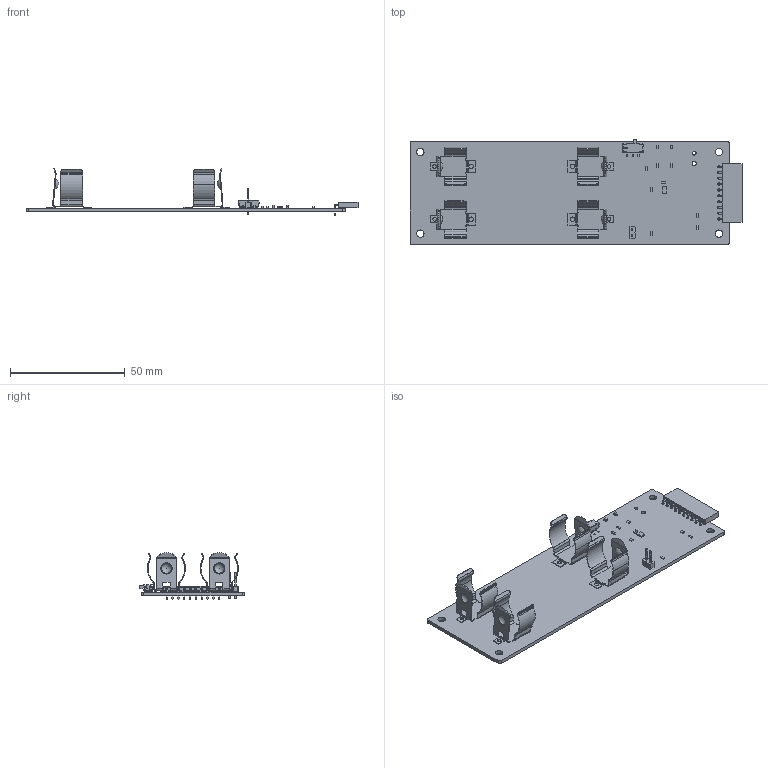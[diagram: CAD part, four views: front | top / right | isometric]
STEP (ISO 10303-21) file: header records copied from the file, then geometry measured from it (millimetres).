
FILE_DESCRIPTION(('KiCad electronic assembly'),'2;1');
FILE_NAME('newbatt.step','2024-11-12T17:20:56',('Pcbnew'),('Kicad'), 'Open CASCADE STEP processor 7.8','KiCad to STEP converter','Unknown' );
FILE_SCHEMA(('AUTOMOTIVE_DESIGN { 1 0 10303 214 1 1 1 1 }'));
Length unit declared in the file: millimetre
Products named in the file (18): newbatt 1; JS102011SAQN; JS102011SAQN_SW0004_PRT; R_0603_1608Metric; Keystone254TR; 254TR; C_0603_1608Metric; PinSocket_1x10_P2.54mm_Horizontal; PinSocket_1x10_P254mm_Horizontal; LED_0603_1608Metric; BQ24210; DQC0010A_ASM; PinHeader_1x02_P2.54mm_Vertical; PinHeader_1x02_P254mm_Vertical; _autosave-newbatt_PCB
Assembly tree (27 placements, depth 3):
  newbatt 1
    JS102011SAQN
      JS102011SAQN_SW0004_PRT
    R_0603_1608Metric  x6
      R_0603_1608Metric
    Keystone254TR  x4
      254TR
    C_0603_1608Metric  x2
      C_0603_1608Metric
    PinSocket_1x10_P2.54mm_Horizontal
      PinSocket_1x10_P254mm_Horizontal
    LED_0603_1608Metric  x2
      LED_0603_1608Metric
    BQ24210
      DQC0010A_ASM
    PinHeader_1x02_P2.54mm_Vertical
      PinHeader_1x02_P254mm_Vertical
    _autosave-newbatt_PCB
Bounding box: 144.53 x 45.75 x 20.45 mm (x, y, z)
Volume: 11351.7 mm3; surface area: 19603.5 mm2
Topology: 30 solids, 30 shells, 1777 faces, 4458 edges, 2776 vertices
Faces by surface type: plane 1325, cylinder 377, extrusion 47, torus 16, sphere 8, cone 4
Full cylindrical faces by diameter (mm): 0.254 x3, 1 x14, 1.6 x1, 1.8 x1, 3.2 x4
Entity records: 39044 total; most frequent: CARTESIAN_POINT 6776, ORIENTED_EDGE 5926, DIRECTION 5540, EDGE_CURVE 2963, VECTOR 2544, LINE 2497, VERTEX_POINT 1894, AXIS2_PLACEMENT_3D 1498
